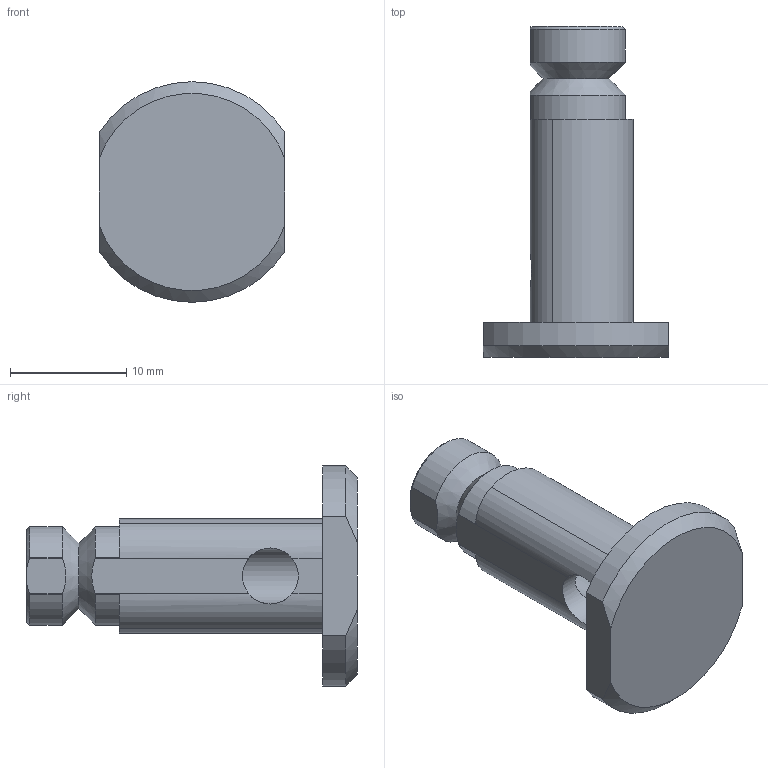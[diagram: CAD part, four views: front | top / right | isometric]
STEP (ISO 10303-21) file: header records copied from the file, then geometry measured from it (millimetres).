
FILE_DESCRIPTION(/* description */ (''),/* implementation_level */ '2;1');
FILE_NAME(/* name */ 'Spigot Short.stp',/* time_stamp */ '2018-04-24T03:36:44-07:00',/* author */ ('IEUser'),/* organization */ (''),/* preprocessor_version */ 'ST-DEVELOPER v17',/* originating_system */ 'Autodesk Inventor 2019',/* authorisation */ '');
FILE_SCHEMA (('AUTOMOTIVE_DESIGN { 1 0 10303 214 3 1 1 }'));
Length unit declared in the file: millimetre
Products named in the file (1): Spigot Short
Bounding box: 16 x 28.5 x 19 mm (x, y, z)
Volume: 1902.2 mm3; surface area: 1812.9 mm2
Topology: 1 solids, 1 shells, 33 faces, 88 edges, 58 vertices
Faces by surface type: cylinder 14, plane 12, cone 7
Full cylindrical faces by diameter (mm): 4.826 x2, 6.477 x1
Entity records: 1098 total; most frequent: CARTESIAN_POINT 244, ORIENTED_EDGE 174, DIRECTION 173, EDGE_CURVE 87, AXIS2_PLACEMENT_3D 71, VERTEX_POINT 58, EDGE_LOOP 37, FACE_OUTER_BOUND 33
